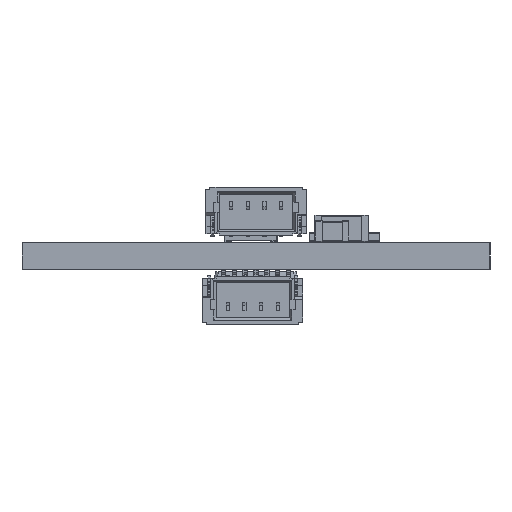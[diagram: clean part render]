
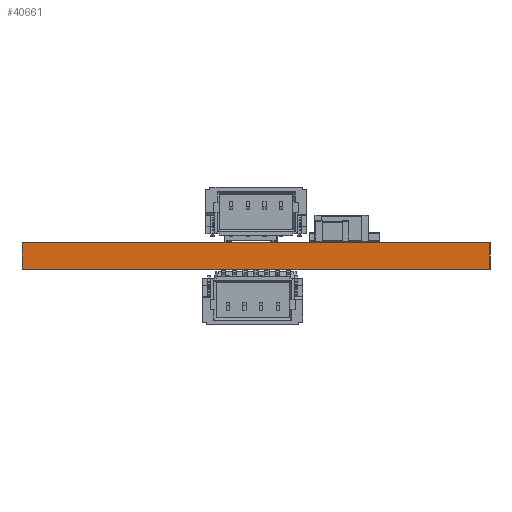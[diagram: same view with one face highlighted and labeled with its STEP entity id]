
A CAD part, left-side view. The second image highlights one B-rep face of the part: STEP entity #40661.
In plain terms, the highlighted planar face has unit normal (-1, 0, 0).
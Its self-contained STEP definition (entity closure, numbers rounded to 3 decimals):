
#40480 = PLANE('',#40481);
#40481 = AXIS2_PLACEMENT_3D('',#40482,#40483,#40484);
#40482 = CARTESIAN_POINT('',(114.,-114.,0.));
#40483 = DIRECTION('',(0.,-1.,0.));
#40484 = DIRECTION('',(-1.,0.,0.));
#40505 = VERTEX_POINT('',#40506);
#40506 = CARTESIAN_POINT('',(83.,-114.,1.6));
#40520 = PLANE('',#40521);
#40521 = AXIS2_PLACEMENT_3D('',#40522,#40523,#40524);
#40522 = CARTESIAN_POINT('',(98.5,-100.,1.6));
#40523 = DIRECTION('',(-0.,-0.,-1.));
#40524 = DIRECTION('',(-1.,0.,0.));
#40532 = EDGE_CURVE('',#40533,#40505,#40535,.T.);
#40533 = VERTEX_POINT('',#40534);
#40534 = CARTESIAN_POINT('',(83.,-114.,0.));
#40535 = SURFACE_CURVE('',#40536,(#40540,#40547),.PCURVE_S1.);
#40536 = LINE('',#40537,#40538);
#40537 = CARTESIAN_POINT('',(83.,-114.,0.));
#40538 = VECTOR('',#40539,1.);
#40539 = DIRECTION('',(0.,0.,1.));
#40540 = PCURVE('',#40480,#40541);
#40541 = DEFINITIONAL_REPRESENTATION('',(#40542),#40546);
#40542 = LINE('',#40543,#40544);
#40543 = CARTESIAN_POINT('',(31.,0.));
#40544 = VECTOR('',#40545,1.);
#40545 = DIRECTION('',(0.,-1.));
#40546 = ( GEOMETRIC_REPRESENTATION_CONTEXT(2) 
PARAMETRIC_REPRESENTATION_CONTEXT() REPRESENTATION_CONTEXT('2D SPACE',''
  ) );
#40547 = PCURVE('',#40548,#40553);
#40548 = PLANE('',#40549);
#40549 = AXIS2_PLACEMENT_3D('',#40550,#40551,#40552);
#40550 = CARTESIAN_POINT('',(83.,-114.,0.));
#40551 = DIRECTION('',(-1.,0.,0.));
#40552 = DIRECTION('',(0.,1.,0.));
#40553 = DEFINITIONAL_REPRESENTATION('',(#40554),#40558);
#40554 = LINE('',#40555,#40556);
#40555 = CARTESIAN_POINT('',(0.,0.));
#40556 = VECTOR('',#40557,1.);
#40557 = DIRECTION('',(0.,-1.));
#40558 = ( GEOMETRIC_REPRESENTATION_CONTEXT(2) 
PARAMETRIC_REPRESENTATION_CONTEXT() REPRESENTATION_CONTEXT('2D SPACE',''
  ) );
#40574 = PLANE('',#40575);
#40575 = AXIS2_PLACEMENT_3D('',#40576,#40577,#40578);
#40576 = CARTESIAN_POINT('',(98.5,-100.,0.));
#40577 = DIRECTION('',(-0.,-0.,-1.));
#40578 = DIRECTION('',(-1.,0.,0.));
#40607 = PLANE('',#40608);
#40608 = AXIS2_PLACEMENT_3D('',#40609,#40610,#40611);
#40609 = CARTESIAN_POINT('',(83.,-86.,0.));
#40610 = DIRECTION('',(0.,1.,0.));
#40611 = DIRECTION('',(1.,0.,0.));
#40661 = ADVANCED_FACE('',(#40662),#40548,.T.);
#40662 = FACE_BOUND('',#40663,.T.);
#40663 = EDGE_LOOP('',(#40664,#40665,#40688,#40711));
#40664 = ORIENTED_EDGE('',*,*,#40532,.T.);
#40665 = ORIENTED_EDGE('',*,*,#40666,.T.);
#40666 = EDGE_CURVE('',#40505,#40667,#40669,.T.);
#40667 = VERTEX_POINT('',#40668);
#40668 = CARTESIAN_POINT('',(83.,-86.,1.6));
#40669 = SURFACE_CURVE('',#40670,(#40674,#40681),.PCURVE_S1.);
#40670 = LINE('',#40671,#40672);
#40671 = CARTESIAN_POINT('',(83.,-114.,1.6));
#40672 = VECTOR('',#40673,1.);
#40673 = DIRECTION('',(0.,1.,0.));
#40674 = PCURVE('',#40548,#40675);
#40675 = DEFINITIONAL_REPRESENTATION('',(#40676),#40680);
#40676 = LINE('',#40677,#40678);
#40677 = CARTESIAN_POINT('',(0.,-1.6));
#40678 = VECTOR('',#40679,1.);
#40679 = DIRECTION('',(1.,0.));
#40680 = ( GEOMETRIC_REPRESENTATION_CONTEXT(2) 
PARAMETRIC_REPRESENTATION_CONTEXT() REPRESENTATION_CONTEXT('2D SPACE',''
  ) );
#40681 = PCURVE('',#40520,#40682);
#40682 = DEFINITIONAL_REPRESENTATION('',(#40683),#40687);
#40683 = LINE('',#40684,#40685);
#40684 = CARTESIAN_POINT('',(15.5,-14.));
#40685 = VECTOR('',#40686,1.);
#40686 = DIRECTION('',(0.,1.));
#40687 = ( GEOMETRIC_REPRESENTATION_CONTEXT(2) 
PARAMETRIC_REPRESENTATION_CONTEXT() REPRESENTATION_CONTEXT('2D SPACE',''
  ) );
#40688 = ORIENTED_EDGE('',*,*,#40689,.F.);
#40689 = EDGE_CURVE('',#40690,#40667,#40692,.T.);
#40690 = VERTEX_POINT('',#40691);
#40691 = CARTESIAN_POINT('',(83.,-86.,0.));
#40692 = SURFACE_CURVE('',#40693,(#40697,#40704),.PCURVE_S1.);
#40693 = LINE('',#40694,#40695);
#40694 = CARTESIAN_POINT('',(83.,-86.,0.));
#40695 = VECTOR('',#40696,1.);
#40696 = DIRECTION('',(0.,0.,1.));
#40697 = PCURVE('',#40548,#40698);
#40698 = DEFINITIONAL_REPRESENTATION('',(#40699),#40703);
#40699 = LINE('',#40700,#40701);
#40700 = CARTESIAN_POINT('',(28.,0.));
#40701 = VECTOR('',#40702,1.);
#40702 = DIRECTION('',(0.,-1.));
#40703 = ( GEOMETRIC_REPRESENTATION_CONTEXT(2) 
PARAMETRIC_REPRESENTATION_CONTEXT() REPRESENTATION_CONTEXT('2D SPACE',''
  ) );
#40704 = PCURVE('',#40607,#40705);
#40705 = DEFINITIONAL_REPRESENTATION('',(#40706),#40710);
#40706 = LINE('',#40707,#40708);
#40707 = CARTESIAN_POINT('',(0.,0.));
#40708 = VECTOR('',#40709,1.);
#40709 = DIRECTION('',(0.,-1.));
#40710 = ( GEOMETRIC_REPRESENTATION_CONTEXT(2) 
PARAMETRIC_REPRESENTATION_CONTEXT() REPRESENTATION_CONTEXT('2D SPACE',''
  ) );
#40711 = ORIENTED_EDGE('',*,*,#40712,.F.);
#40712 = EDGE_CURVE('',#40533,#40690,#40713,.T.);
#40713 = SURFACE_CURVE('',#40714,(#40718,#40725),.PCURVE_S1.);
#40714 = LINE('',#40715,#40716);
#40715 = CARTESIAN_POINT('',(83.,-114.,0.));
#40716 = VECTOR('',#40717,1.);
#40717 = DIRECTION('',(0.,1.,0.));
#40718 = PCURVE('',#40548,#40719);
#40719 = DEFINITIONAL_REPRESENTATION('',(#40720),#40724);
#40720 = LINE('',#40721,#40722);
#40721 = CARTESIAN_POINT('',(0.,0.));
#40722 = VECTOR('',#40723,1.);
#40723 = DIRECTION('',(1.,0.));
#40724 = ( GEOMETRIC_REPRESENTATION_CONTEXT(2) 
PARAMETRIC_REPRESENTATION_CONTEXT() REPRESENTATION_CONTEXT('2D SPACE',''
  ) );
#40725 = PCURVE('',#40574,#40726);
#40726 = DEFINITIONAL_REPRESENTATION('',(#40727),#40731);
#40727 = LINE('',#40728,#40729);
#40728 = CARTESIAN_POINT('',(15.5,-14.));
#40729 = VECTOR('',#40730,1.);
#40730 = DIRECTION('',(0.,1.));
#40731 = ( GEOMETRIC_REPRESENTATION_CONTEXT(2) 
PARAMETRIC_REPRESENTATION_CONTEXT() REPRESENTATION_CONTEXT('2D SPACE',''
  ) );
